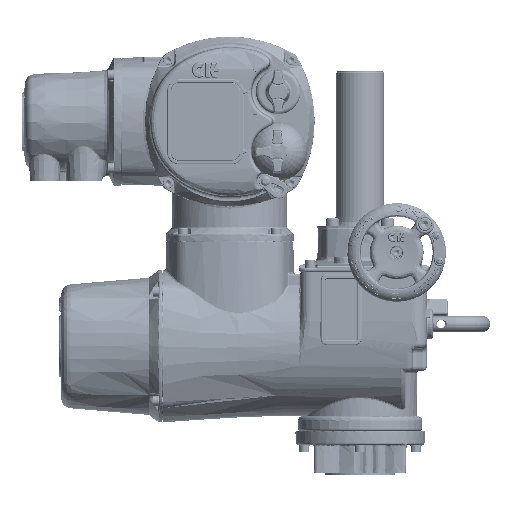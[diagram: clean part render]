
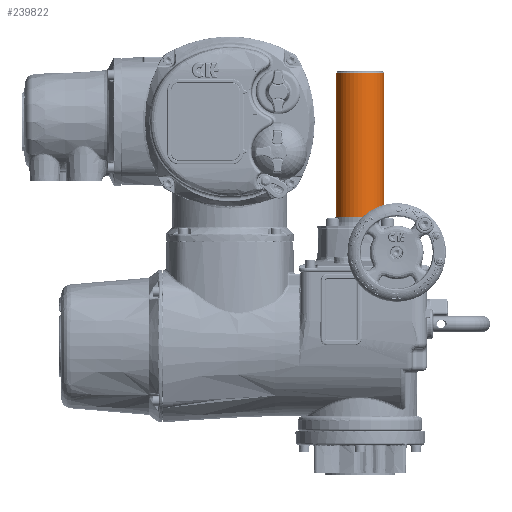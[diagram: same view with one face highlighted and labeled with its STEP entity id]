
A CAD part, front view. The second image highlights one B-rep face of the part: STEP entity #239822.
In plain terms, the highlighted cylindrical face has radius 24 mm (diameter 48 mm), a full revolution.
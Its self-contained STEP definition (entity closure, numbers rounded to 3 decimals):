
#35735=CYLINDRICAL_SURFACE('',#251518,24.);
#43917=ORIENTED_EDGE('',*,*,#91468,.T.);
#43918=ORIENTED_EDGE('',*,*,#91473,.T.);
#91468=EDGE_CURVE('',#115600,#115600,#129923,.T.);
#91473=EDGE_CURVE('',#115605,#115605,#129928,.T.);
#115600=VERTEX_POINT('',#323525);
#115605=VERTEX_POINT('',#323538);
#129923=CIRCLE('',#251511,24.);
#129928=CIRCLE('',#251519,24.);
#135469=EDGE_LOOP('',(#43917));
#135470=EDGE_LOOP('',(#43918));
#147479=FACE_BOUND('',#135469,.T.);
#147480=FACE_BOUND('',#135470,.T.);
#239822=ADVANCED_FACE('',(#147479,#147480),#35735,.T.);
#251511=AXIS2_PLACEMENT_3D('',#323524,#268911,#268912);
#251518=AXIS2_PLACEMENT_3D('',#323536,#268925,#268926);
#251519=AXIS2_PLACEMENT_3D('',#323537,#268927,#268928);
#268911=DIRECTION('',(0.,0.,1.));
#268912=DIRECTION('',(-0.707,0.707,0.));
#268925=DIRECTION('',(0.,0.,-1.));
#268926=DIRECTION('',(0.707,-0.707,0.));
#268927=DIRECTION('',(0.,0.,-1.));
#268928=DIRECTION('',(-0.707,0.707,0.));
#323524=CARTESIAN_POINT('',(0.,0.,107.5));
#323525=CARTESIAN_POINT('',(-16.971,16.971,107.5));
#323536=CARTESIAN_POINT('',(0.,0.,252.5));
#323537=CARTESIAN_POINT('',(0.,0.,252.5));
#323538=CARTESIAN_POINT('',(-16.971,16.971,252.5));
